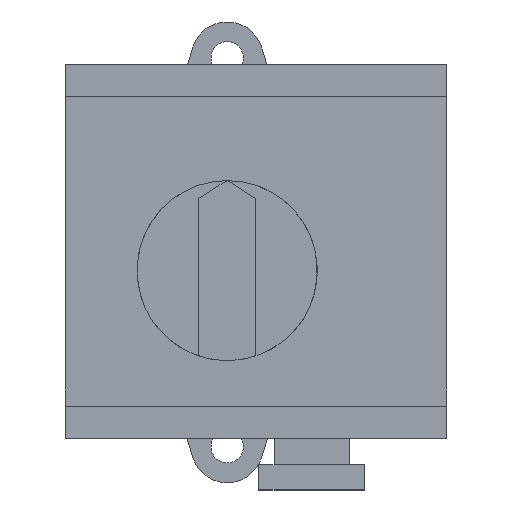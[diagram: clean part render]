
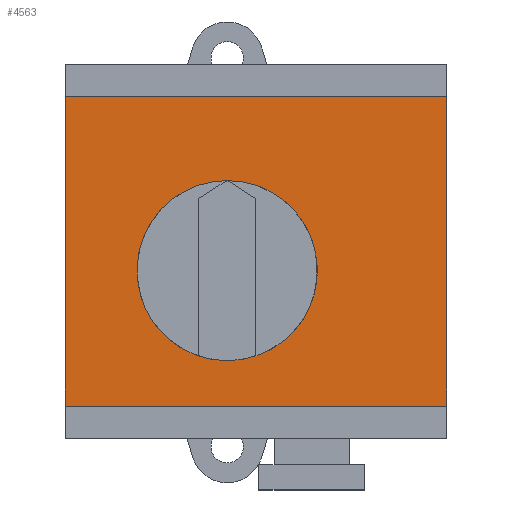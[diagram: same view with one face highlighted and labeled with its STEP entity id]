
A CAD part, top view. The second image highlights one B-rep face of the part: STEP entity #4563.
In plain terms, the highlighted planar face has unit normal (0, 0, 1).
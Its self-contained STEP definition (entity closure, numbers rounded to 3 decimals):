
#4507=CARTESIAN_POINT('',(0.,21.445,87.));
#4508=VERTEX_POINT('',#4507);
#4515=CARTESIAN_POINT('',(53.0,21.445,87.));
#4516=VERTEX_POINT('',#4515);
#4517=CARTESIAN_POINT('',(53.0,21.445,87.));
#4518=DIRECTION('',(-1.0,0.0,0.0));
#4519=VECTOR('',#4518,53.0);
#4520=LINE('',#4517,#4519);
#4521=EDGE_CURVE('',#4516,#4508,#4520,.T.);
#4533=CARTESIAN_POINT('',(53.0,21.445,87.));
#4534=DIRECTION('',(0.0,0.0,1.0));
#4535=DIRECTION('',(1.0,0.0,0.0));
#4536=AXIS2_PLACEMENT_3D('',#4533,#4534,#4535);
#4537=PLANE('',#4536);
#4538=CARTESIAN_POINT('',(0.,-21.555,87.));
#4539=VERTEX_POINT('',#4538);
#4540=CARTESIAN_POINT('',(0.,21.445,87.));
#4541=DIRECTION('',(0.0,-1.0,0.0));
#4542=VECTOR('',#4541,43.);
#4543=LINE('',#4540,#4542);
#4544=EDGE_CURVE('',#4508,#4539,#4543,.T.);
#4545=ORIENTED_EDGE('',*,*,#4544,.T.);
#4546=CARTESIAN_POINT('',(53.0,-21.555,87.));
#4547=VERTEX_POINT('',#4546);
#4548=CARTESIAN_POINT('',(53.0,-21.555,87.));
#4549=DIRECTION('',(-1.0,0.0,0.0));
#4550=VECTOR('',#4549,53.0);
#4551=LINE('',#4548,#4550);
#4552=EDGE_CURVE('',#4547,#4539,#4551,.T.);
#4553=ORIENTED_EDGE('',*,*,#4552,.F.);
#4554=CARTESIAN_POINT('',(53.0,-21.555,87.));
#4555=DIRECTION('',(0.0,1.0,0.0));
#4556=VECTOR('',#4555,43.);
#4557=LINE('',#4554,#4556);
#4558=EDGE_CURVE('',#4547,#4516,#4557,.T.);
#4559=ORIENTED_EDGE('',*,*,#4558,.T.);
#4560=ORIENTED_EDGE('',*,*,#4521,.T.);
#4561=EDGE_LOOP('',(#4545,#4553,#4559,#4560));
#4562=FACE_OUTER_BOUND('',#4561,.T.);
#4563=ADVANCED_FACE('',(#4562),#4537,.T.);
